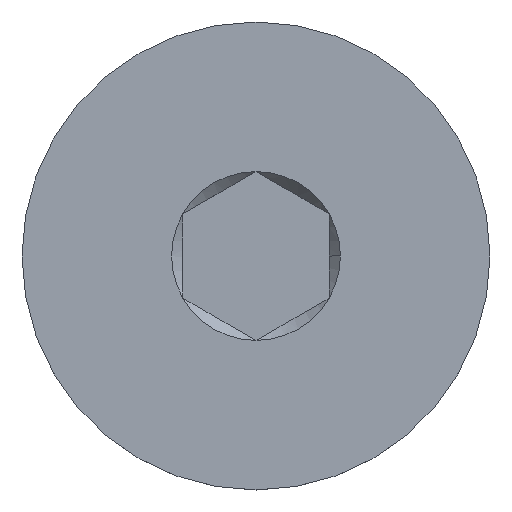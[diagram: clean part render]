
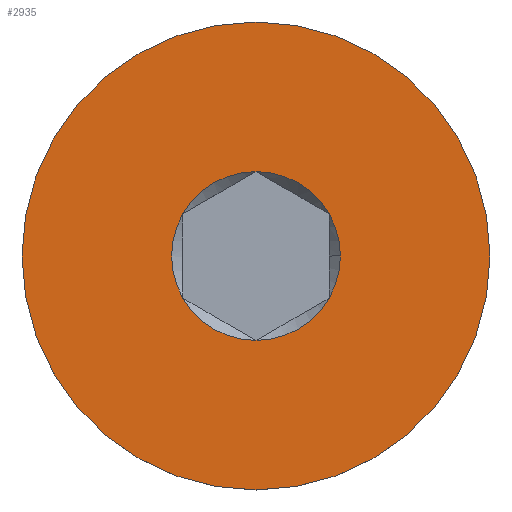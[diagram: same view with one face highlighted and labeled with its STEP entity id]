
A CAD part, top view. The second image highlights one B-rep face of the part: STEP entity #2935.
In plain terms, the highlighted planar face has unit normal (0, 0, 1).
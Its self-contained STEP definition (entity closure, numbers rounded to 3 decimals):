
#50 = VERTEX_POINT ( 'NONE', #1243 ) ;
#54 = VERTEX_POINT ( 'NONE', #3106 ) ;
#125 = DIRECTION ( 'NONE',  ( 1., 0., 0. ) ) ;
#313 = EDGE_LOOP ( 'NONE', ( #2238, #2548, #2894, #2278, #789, #3081, #558 ) ) ;
#325 = CARTESIAN_POINT ( 'NONE',  ( 0., -4., 6. ) ) ;
#330 = VERTEX_POINT ( 'NONE', #1366 ) ;
#337 = CARTESIAN_POINT ( 'NONE',  ( 0., 0., 6. ) ) ;
#388 = DIRECTION ( 'NONE',  ( 0., 0., 1. ) ) ;
#393 = CIRCLE ( 'NONE', #1152, 4. ) ;
#405 = DIRECTION ( 'NONE',  ( 0., 1., 0. ) ) ;
#468 = CIRCLE ( 'NONE', #3073, 1.443 ) ;
#472 = VERTEX_POINT ( 'NONE', #2113 ) ;
#506 = VERTEX_POINT ( 'NONE', #1058 ) ;
#555 = AXIS2_PLACEMENT_3D ( 'NONE', #3225, #2138, #125 ) ;
#558 = ORIENTED_EDGE ( 'NONE', *, *, #2647, .F. ) ;
#626 = DIRECTION ( 'NONE',  ( 1., 0., 0. ) ) ;
#628 = AXIS2_PLACEMENT_3D ( 'NONE', #2263, #2539, #2486 ) ;
#759 = CARTESIAN_POINT ( 'NONE',  ( 0., 0., 6. ) ) ;
#785 = ORIENTED_EDGE ( 'NONE', *, *, #2418, .F. ) ;
#789 = ORIENTED_EDGE ( 'NONE', *, *, #2732, .F. ) ;
#846 = DIRECTION ( 'NONE',  ( 1., 0., 0. ) ) ;
#895 = DIRECTION ( 'NONE',  ( 1., 0., 0. ) ) ;
#939 = EDGE_CURVE ( 'NONE', #54, #472, #3030, .T. ) ;
#943 = VERTEX_POINT ( 'NONE', #1856 ) ;
#1058 = CARTESIAN_POINT ( 'NONE',  ( 0., 4., 6. ) ) ;
#1115 = CIRCLE ( 'NONE', #1172, 1.443 ) ;
#1135 = CARTESIAN_POINT ( 'NONE',  ( 1.25, 0.722, 6. ) ) ;
#1136 = CARTESIAN_POINT ( 'NONE',  ( 0., 0., 6. ) ) ;
#1152 = AXIS2_PLACEMENT_3D ( 'NONE', #759, #2326, #1825 ) ;
#1153 = CARTESIAN_POINT ( 'NONE',  ( 0., 0., 6. ) ) ;
#1172 = AXIS2_PLACEMENT_3D ( 'NONE', #3192, #2191, #895 ) ;
#1243 = CARTESIAN_POINT ( 'NONE',  ( 0., -1.443, 6. ) ) ;
#1317 = CARTESIAN_POINT ( 'NONE',  ( 0., 0., 6. ) ) ;
#1366 = CARTESIAN_POINT ( 'NONE',  ( 0., 1.443, 6. ) ) ;
#1427 = DIRECTION ( 'NONE',  ( 1., 0., 0. ) ) ;
#1446 = FACE_BOUND ( 'NONE', #313, .T. ) ;
#1575 = CARTESIAN_POINT ( 'NONE',  ( -1.25, -0.722, 6. ) ) ;
#1584 = CIRCLE ( 'NONE', #2459, 1.443 ) ;
#1602 = CIRCLE ( 'NONE', #3016, 1.443 ) ;
#1603 = VERTEX_POINT ( 'NONE', #325 ) ;
#1609 = AXIS2_PLACEMENT_3D ( 'NONE', #1317, #2097, #2677 ) ;
#1711 = AXIS2_PLACEMENT_3D ( 'NONE', #337, #3176, #846 ) ;
#1825 = DIRECTION ( 'NONE',  ( 0., 1., 0. ) ) ;
#1856 = CARTESIAN_POINT ( 'NONE',  ( -1.25, 0.722, 6. ) ) ;
#1881 = CARTESIAN_POINT ( 'NONE',  ( 0., 0., 6. ) ) ;
#1986 = FACE_OUTER_BOUND ( 'NONE', #3075, .T. ) ;
#2015 = VERTEX_POINT ( 'NONE', #1575 ) ;
#2021 = CIRCLE ( 'NONE', #555, 1.443 ) ;
#2037 = EDGE_CURVE ( 'NONE', #472, #2116, #1584, .T. ) ;
#2080 = EDGE_CURVE ( 'NONE', #2116, #330, #2021, .T. ) ;
#2097 = DIRECTION ( 'NONE',  ( 0., 0., 1. ) ) ;
#2113 = CARTESIAN_POINT ( 'NONE',  ( 1.443, 0., 6. ) ) ;
#2116 = VERTEX_POINT ( 'NONE', #1135 ) ;
#2138 = DIRECTION ( 'NONE',  ( 0., 0., 1. ) ) ;
#2190 = DIRECTION ( 'NONE',  ( 0., 0., 1. ) ) ;
#2191 = DIRECTION ( 'NONE',  ( 0., 0., 1. ) ) ;
#2238 = ORIENTED_EDGE ( 'NONE', *, *, #2080, .F. ) ;
#2263 = CARTESIAN_POINT ( 'NONE',  ( 0., 0., 6. ) ) ;
#2278 = ORIENTED_EDGE ( 'NONE', *, *, #2653, .F. ) ;
#2313 = EDGE_CURVE ( 'NONE', #1603, #506, #3275, .T. ) ;
#2326 = DIRECTION ( 'NONE',  ( 0., 0., -1. ) ) ;
#2366 = CIRCLE ( 'NONE', #1711, 1.443 ) ;
#2399 = DIRECTION ( 'NONE',  ( 0., 0., 1. ) ) ;
#2418 = EDGE_CURVE ( 'NONE', #506, #1603, #393, .T. ) ;
#2459 = AXIS2_PLACEMENT_3D ( 'NONE', #1153, #2190, #3160 ) ;
#2486 = DIRECTION ( 'NONE',  ( 0., -1., 0. ) ) ;
#2539 = DIRECTION ( 'NONE',  ( 0., 0., 1. ) ) ;
#2548 = ORIENTED_EDGE ( 'NONE', *, *, #2037, .F. ) ;
#2647 = EDGE_CURVE ( 'NONE', #330, #943, #1115, .T. ) ;
#2653 = EDGE_CURVE ( 'NONE', #50, #54, #468, .T. ) ;
#2677 = DIRECTION ( 'NONE',  ( 1., 0., 0. ) ) ;
#2731 = AXIS2_PLACEMENT_3D ( 'NONE', #2988, #3024, #405 ) ;
#2732 = EDGE_CURVE ( 'NONE', #2015, #50, #1602, .T. ) ;
#2795 = EDGE_CURVE ( 'NONE', #943, #2015, #2366, .T. ) ;
#2894 = ORIENTED_EDGE ( 'NONE', *, *, #939, .F. ) ;
#2915 = ORIENTED_EDGE ( 'NONE', *, *, #2313, .F. ) ;
#2935 = ADVANCED_FACE ( 'NONE', ( #1446, #1986 ), #3045, .T. ) ;
#2988 = CARTESIAN_POINT ( 'NONE',  ( 0., 0., 6. ) ) ;
#3016 = AXIS2_PLACEMENT_3D ( 'NONE', #1136, #388, #626 ) ;
#3024 = DIRECTION ( 'NONE',  ( 0., 0., -1. ) ) ;
#3030 = CIRCLE ( 'NONE', #1609, 1.443 ) ;
#3045 = PLANE ( 'NONE',  #628 ) ;
#3073 = AXIS2_PLACEMENT_3D ( 'NONE', #1881, #2399, #1427 ) ;
#3075 = EDGE_LOOP ( 'NONE', ( #785, #2915 ) ) ;
#3081 = ORIENTED_EDGE ( 'NONE', *, *, #2795, .F. ) ;
#3106 = CARTESIAN_POINT ( 'NONE',  ( 1.25, -0.722, 6. ) ) ;
#3160 = DIRECTION ( 'NONE',  ( 1., 0., 0. ) ) ;
#3176 = DIRECTION ( 'NONE',  ( 0., 0., 1. ) ) ;
#3192 = CARTESIAN_POINT ( 'NONE',  ( 0., 0., 6. ) ) ;
#3225 = CARTESIAN_POINT ( 'NONE',  ( 0., 0., 6. ) ) ;
#3275 = CIRCLE ( 'NONE', #2731, 4. ) ;
